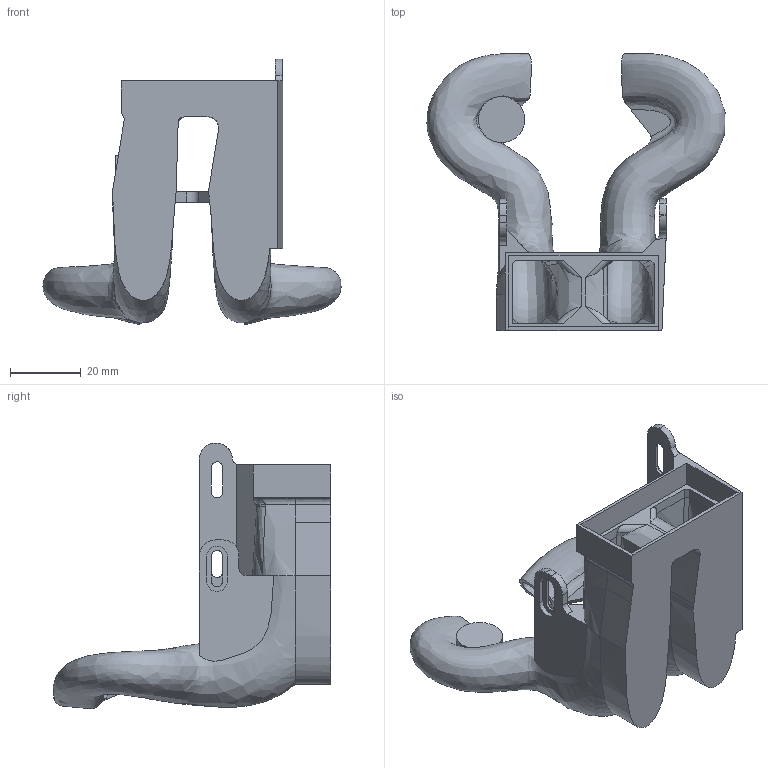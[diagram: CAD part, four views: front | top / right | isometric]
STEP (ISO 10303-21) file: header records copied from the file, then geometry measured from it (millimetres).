
FILE_DESCRIPTION(('HOOPS Exchange Step'),'2;1');
FILE_NAME('temp_export','2024-03-21T08:13:54-14:00',('dunca'),('Shapr3D Limited'),'HOOPS Exchange 2023.2','Shapr3D','Authorized');
FILE_SCHEMA( ('AUTOMOTIVE_DESIGN { 1 0 10303 214 1 1 1 1 }') );
Length unit declared in the file: millimetre
Products named in the file (3): temp_import.step; root
Assembly tree (2 placements, depth 3):
  root
    temp_import.step
      temp_import.step
Bounding box: 83.98 x 78.13 x 74.81 mm (x, y, z)
Volume: 26455.5 mm3; surface area: 32566.7 mm2
Topology: 2 solids, 2 shells, 193 faces, 569 edges, 374 vertices
Faces by surface type: plane 90, bspline 73, cylinder 30
Full cylindrical faces by diameter (mm): 13 x1
Entity records: 23637 total; most frequent: CARTESIAN_POINT 19108, ORIENTED_EDGE 1128, DIRECTION 609, EDGE_CURVE 564, VERTEX_POINT 374, B_SPLINE_CURVE_WITH_KNOTS 253, VECTOR 251, LINE 251
